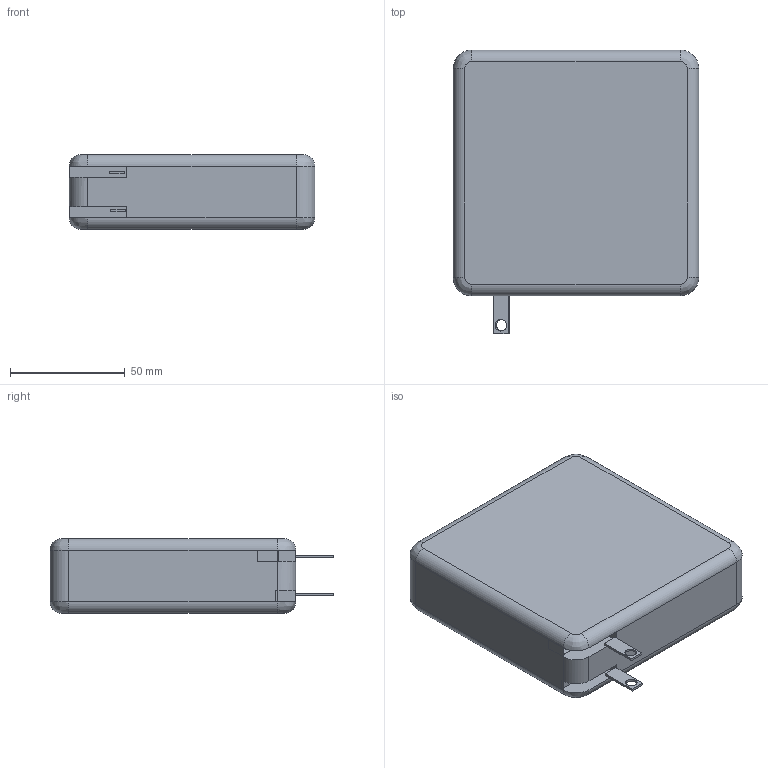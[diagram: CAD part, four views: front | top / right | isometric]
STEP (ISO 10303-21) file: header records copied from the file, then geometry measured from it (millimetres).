
FILE_DESCRIPTION(/* description */ (''),/* implementation_level */ '2;1');
FILE_NAME(/* name */ 'charger model v1.step',/* time_stamp */ '2024-02-08T14:22:56-05:00',/* author */ (''),/* organization */ (''),/* preprocessor_version */ 'ST-DEVELOPER v20',/* originating_system */ 'Autodesk Translation Framework v12.20.1.177',/* authorisation */ '');
FILE_SCHEMA (('AUTOMOTIVE_DESIGN { 1 0 10303 214 3 1 1 }'));
Length unit declared in the file: millimetre
Products named in the file (2): charger model; Component1
Assembly tree (1 placements, depth 2):
  charger model
    Component1
Bounding box: 106.93 x 123.53 x 32.51 mm (x, y, z)
Volume: 362859.2 mm3; surface area: 36247.2 mm2
Topology: 3 solids, 3 shells, 56 faces, 141 edges, 89 vertices
Faces by surface type: plane 34, cylinder 14, bspline 8
Full cylindrical faces by diameter (mm): 5 x2
Entity records: 1767 total; most frequent: CARTESIAN_POINT 362, DIRECTION 284, ORIENTED_EDGE 282, EDGE_CURVE 141, AXIS2_PLACEMENT_3D 95, LINE 94, VECTOR 94, VERTEX_POINT 89
